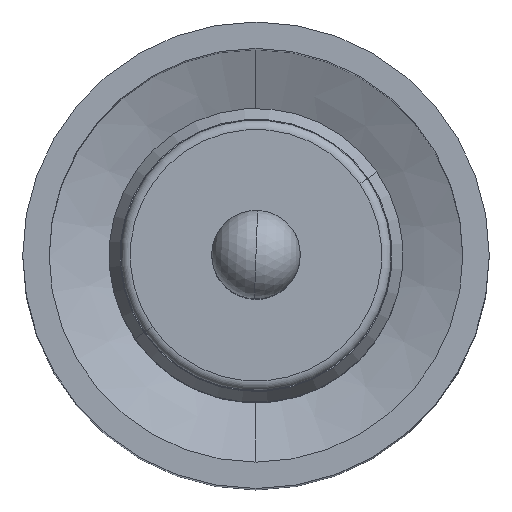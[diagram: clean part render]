
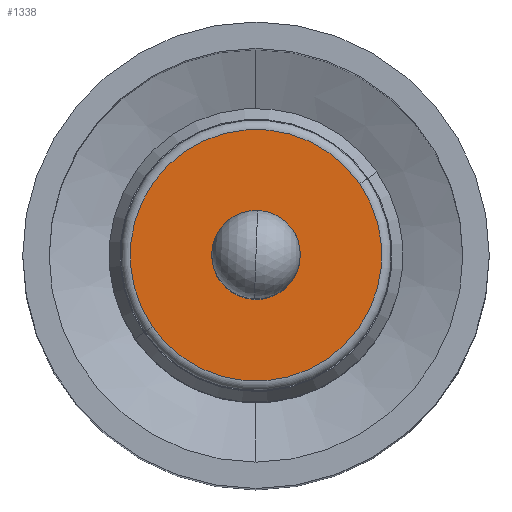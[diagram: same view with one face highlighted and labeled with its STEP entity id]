
A CAD part, top view. The second image highlights one B-rep face of the part: STEP entity #1338.
In plain terms, the highlighted planar face has unit normal (0, 0, 1).
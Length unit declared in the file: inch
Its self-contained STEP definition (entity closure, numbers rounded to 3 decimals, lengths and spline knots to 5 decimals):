
#556 = AXIS2_PLACEMENT_3D ( 'NONE', #1311, #1299, #1298 ) ;
#573 = AXIS2_PLACEMENT_3D ( 'NONE', #1827, #1826, #1825 ) ;
#577 = AXIS2_PLACEMENT_3D ( 'NONE', #1873, #1872, #1871 ) ;
#578 = CIRCLE ( 'NONE', #573, 0.047 ) ;
#586 = CIRCLE ( 'NONE', #577, 0.1335 ) ;
#634 = AXIS2_PLACEMENT_3D ( 'NONE', #2744, #2745, #2746 ) ;
#636 = AXIS2_PLACEMENT_3D ( 'NONE', #2740, #2741, #2742 ) ;
#637 = CIRCLE ( 'NONE', #634, 0.1335 ) ;
#639 = CIRCLE ( 'NONE', #636, 0.047 ) ;
#709 = ORIENTED_EDGE ( 'NONE', *, *, #2441, .T. ) ;
#710 = ORIENTED_EDGE ( 'NONE', *, *, #2440, .T. ) ;
#751 = ORIENTED_EDGE ( 'NONE', *, *, #1328, .T. ) ;
#760 = ORIENTED_EDGE ( 'NONE', *, *, #1326, .T. ) ;
#827 = VERTEX_POINT ( 'NONE', #1507 ) ;
#829 = VERTEX_POINT ( 'NONE', #1503 ) ;
#833 = VERTEX_POINT ( 'NONE', #1497 ) ;
#834 = VERTEX_POINT ( 'NONE', #1496 ) ;
#1298 = DIRECTION ( 'NONE',  ( 0.824, 0.567, 0. ) ) ;
#1299 = DIRECTION ( 'NONE',  ( 0., 0., 1. ) ) ;
#1300 = PLANE ( 'NONE',  #556 ) ;
#1301 = FACE_BOUND ( 'NONE', #2318, .T. ) ;
#1305 = FACE_OUTER_BOUND ( 'NONE', #2317, .T. ) ;
#1311 = CARTESIAN_POINT ( 'NONE',  ( 0., 0., 1.17 ) ) ;
#1326 = EDGE_CURVE ( 'NONE', #833, #829, #586, .T. ) ;
#1328 = EDGE_CURVE ( 'NONE', #827, #834, #578, .T. ) ;
#1338 = ADVANCED_FACE ( 'NONE', ( #1305, #1301 ), #1300, .T. ) ;
#1496 = CARTESIAN_POINT ( 'NONE',  ( -0.00166, -0.04697, 1.17 ) ) ;
#1497 = CARTESIAN_POINT ( 'NONE',  ( 0.10997, 0.07569, 1.17 ) ) ;
#1503 = CARTESIAN_POINT ( 'NONE',  ( -0.10997, -0.07569, 1.17 ) ) ;
#1507 = CARTESIAN_POINT ( 'NONE',  ( 0.00166, 0.04697, 1.17 ) ) ;
#1825 = DIRECTION ( 'NONE',  ( 1., 0., 0. ) ) ;
#1826 = DIRECTION ( 'NONE',  ( 0., 0., -1. ) ) ;
#1827 = CARTESIAN_POINT ( 'NONE',  ( 0., 0., 1.17 ) ) ;
#1871 = DIRECTION ( 'NONE',  ( 0.824, 0.567, 0. ) ) ;
#1872 = DIRECTION ( 'NONE',  ( 0., 0., 1. ) ) ;
#1873 = CARTESIAN_POINT ( 'NONE',  ( 0., 0., 1.17 ) ) ;
#2317 = EDGE_LOOP ( 'NONE', ( #760, #709 ) ) ;
#2318 = EDGE_LOOP ( 'NONE', ( #710, #751 ) ) ;
#2440 = EDGE_CURVE ( 'NONE', #834, #827, #639, .T. ) ;
#2441 = EDGE_CURVE ( 'NONE', #829, #833, #637, .T. ) ;
#2740 = CARTESIAN_POINT ( 'NONE',  ( 0., 0., 1.17 ) ) ;
#2741 = DIRECTION ( 'NONE',  ( 0., 0., -1. ) ) ;
#2742 = DIRECTION ( 'NONE',  ( 1., 0., 0. ) ) ;
#2744 = CARTESIAN_POINT ( 'NONE',  ( 0., 0., 1.17 ) ) ;
#2745 = DIRECTION ( 'NONE',  ( 0., 0., 1. ) ) ;
#2746 = DIRECTION ( 'NONE',  ( 0.824, 0.567, 0. ) ) ;
